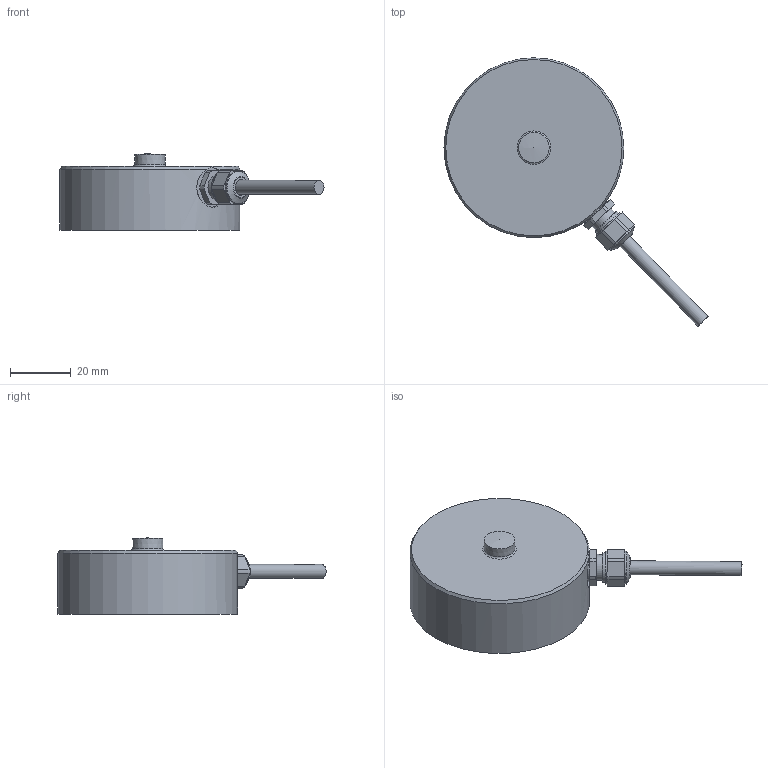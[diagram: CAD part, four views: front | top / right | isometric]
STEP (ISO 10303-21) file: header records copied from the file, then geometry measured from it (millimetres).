
FILE_DESCRIPTION(/* description */ (''),/* implementation_level */ '2;1');
FILE_NAME(/* name */ 'CBES 50kg to 200kg Space Model v1.step',/* time_stamp */ '2018-11-22T14:37:34+00:00',/* author */ ('ollieVUKN3'),/* organization */ (''),/* preprocessor_version */ 'ST-DEVELOPER v17.2',/* originating_system */ 'Autodesk Translation Framework v7.6.0.251',/* authorisation */ '');
FILE_SCHEMA (('AUTOMOTIVE_DESIGN { 1 0 10303 214 3 1 1 }'));
Length unit declared in the file: millimetre
Products named in the file (2): CBES 50kg to 200kg Space Model; Component1
Assembly tree (1 placements, depth 2):
  CBES 50kg to 200kg Space Model
    Component1
Bounding box: 86.63 x 88.08 x 25 mm (x, y, z)
Volume: 57986.5 mm3; surface area: 12508.1 mm2
Topology: 1 solids, 5 shells, 192 faces, 501 edges, 332 vertices
Faces by surface type: cylinder 116, plane 40, cone 17, torus 10, bspline 8, sphere 1
Full cylindrical faces by diameter (mm): 4.234 x36, 4.6 x2, 5.1 x1, 5.12 x36, 5.2 x1, 6.466 x2, 6.7 x1, 6.779 x2, 8.596 x1, 9 x1, 9.15 x1, 9.794 x1, 10.9 x2, 34 x1, 34.5 x1, 59 x1
Entity records: 11110 total; most frequent: CARTESIAN_POINT 6588, ORIENTED_EDGE 992, DIRECTION 847, EDGE_CURVE 496, AXIS2_PLACEMENT_3D 349, VERTEX_POINT 332, EDGE_LOOP 216, FACE_OUTER_BOUND 192
